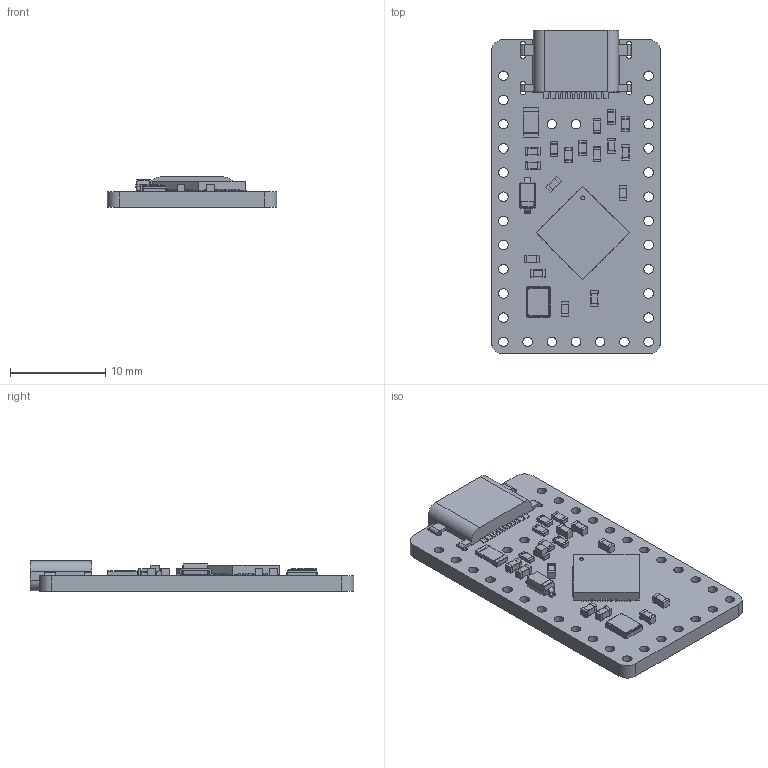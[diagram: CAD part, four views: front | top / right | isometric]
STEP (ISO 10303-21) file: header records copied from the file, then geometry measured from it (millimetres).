
FILE_DESCRIPTION(('FreeCAD Model'),'2;1');
FILE_NAME('Open CASCADE Shape Model','2021-07-09T16:06:07',('Author'),( ''),'Open CASCADE STEP processor 7.5','FreeCAD','Unknown');
FILE_SCHEMA(('AUTOMOTIVE_DESIGN { 1 0 10303 214 1 1 1 1 }'));
Length unit declared in the file: millimetre
Products named in the file (27): Alvaro; Board_Geoms_8782; Pcb_8782; Step_Models_8782; Top_8782; X1_Crystal_SMD_SeikoEpson_FA238-4Pin_3.2x2.5mm_5CBB905E; P1_USB C v1_5F70D5D1; U1_QFN_44_1EP_7x7mm_P05mm_EP52x52mm_5CD250A8; D2_LED_0603_1608Metric_5F9F2895; C5_C_0603_1608Metric_5CD25177; C10_C_0603_1608Metric_5D6F1F16; F1_Fuse_1206_3216Metric_5F865ACE; D1_D_SOD_123_5CBD1523; R6_R_0603_1608Metric_5CBC91D8; R5_R_0603_1608Metric_5F8B20CE; R4_R_0603_1608Metric_5F9F2863; R3_R_0603_1608Metric_5CBD39B7; R2_R_0603_1608Metric_5F85877B; R1_R_0603_1608Metric_5CD2509A; C9_C_0603_1608Metric_5F8B04AB; C8_C_0603_1608Metric_5CBB9001; C7_C_0603_1608Metric_5CBB902B; C6_C_0603_1608Metric_5F8B209E; C4_C_0603_1608Metric_5CBCBE77; C3_C_0603_1608Metric_5F711D27; C2_C_0603_1608Metric_5F71513F; C1_C_0603_1608Metric_5F9E81D9
Assembly tree (26 placements, depth 4):
  Alvaro
    Board_Geoms_8782
      Pcb_8782
    Step_Models_8782
      Top_8782
        X1_Crystal_SMD_SeikoEpson_FA238-4Pin_3.2x2.5mm_5CBB905E
        P1_USB C v1_5F70D5D1
        U1_QFN_44_1EP_7x7mm_P05mm_EP52x52mm_5CD250A8
        D2_LED_0603_1608Metric_5F9F2895
        C5_C_0603_1608Metric_5CD25177
        C10_C_0603_1608Metric_5D6F1F16
        F1_Fuse_1206_3216Metric_5F865ACE
        D1_D_SOD_123_5CBD1523
        R6_R_0603_1608Metric_5CBC91D8
        R5_R_0603_1608Metric_5F8B20CE
        R4_R_0603_1608Metric_5F9F2863
        R3_R_0603_1608Metric_5CBD39B7
        R2_R_0603_1608Metric_5F85877B
        R1_R_0603_1608Metric_5CD2509A
        C9_C_0603_1608Metric_5F8B04AB
        C8_C_0603_1608Metric_5CBB9001
        C7_C_0603_1608Metric_5CBB902B
        C6_C_0603_1608Metric_5F8B209E
        C4_C_0603_1608Metric_5CBCBE77
        C3_C_0603_1608Metric_5F711D27
        C2_C_0603_1608Metric_5F71513F
        C1_C_0603_1608Metric_5F9E81D9
Bounding box: 17.78 x 34.01 x 3.18 mm (x, y, z)
Volume: 993.9 mm3; surface area: 2045.6 mm2
Topology: 23 solids, 23 shells, 1075 faces, 2889 edges, 1902 vertices
Faces by surface type: plane 776, cylinder 273, bspline 26
Full cylindrical faces by diameter (mm): 0.4 x1, 0.5 x4, 1 x32
Entity records: 40360 total; most frequent: CARTESIAN_POINT 6003, ORIENTED_EDGE 5778, DIRECTION 5555, EDGE_CURVE 2889, LINE 2311, VECTOR 2311, VERTEX_POINT 1902, AXIS2_PLACEMENT_3D 1622
